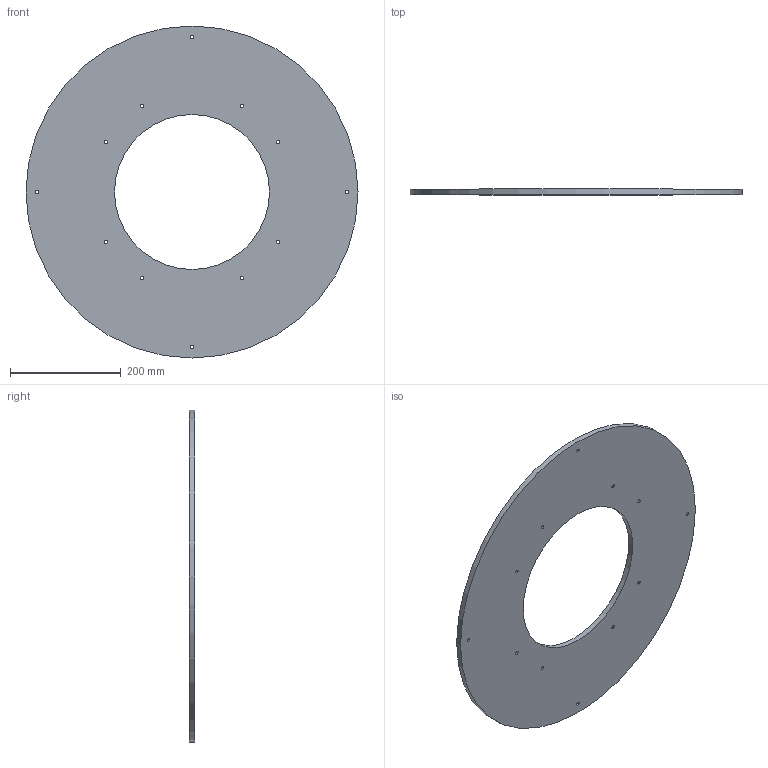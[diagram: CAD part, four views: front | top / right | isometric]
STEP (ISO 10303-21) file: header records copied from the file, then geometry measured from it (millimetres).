
FILE_DESCRIPTION(/* description */ (''),/* implementation_level */ '2;1');
FILE_NAME(/* name */ 'Lycca holder top v1.step',/* time_stamp */ '2017-02-10T16:48:40+01:00',/* author */ (''),/* organization */ (''),/* preprocessor_version */ 'ST-DEVELOPER v16.5',/* originating_system */ 'Autodesk Translation Framework v5.2.0.2920',/* authorisation */ '');
FILE_SCHEMA (('AUTOMOTIVE_DESIGN { 1 0 10303 214 3 1 1 }'));
Length unit declared in the file: millimetre
Products named in the file (1): Lycca holder top v1
Bounding box: 600 x 10 x 600 mm (x, y, z)
Volume: 2208174.3 mm3; surface area: 471580.5 mm2
Topology: 1 solids, 1 shells, 16 faces, 42 edges, 28 vertices
Faces by surface type: cylinder 14, plane 2
Full cylindrical faces by diameter (mm): 6.1 x12, 280 x1, 600 x1
Entity records: 525 total; most frequent: DIRECTION 90, CARTESIAN_POINT 73, EDGE_LOOP 56, ORIENTED_EDGE 56, AXIS2_PLACEMENT_3D 45, FACE_BOUND 40, CIRCLE 28, VERTEX_POINT 28
